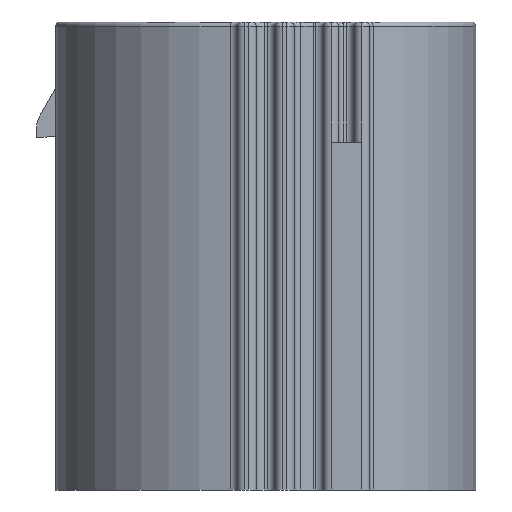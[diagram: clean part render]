
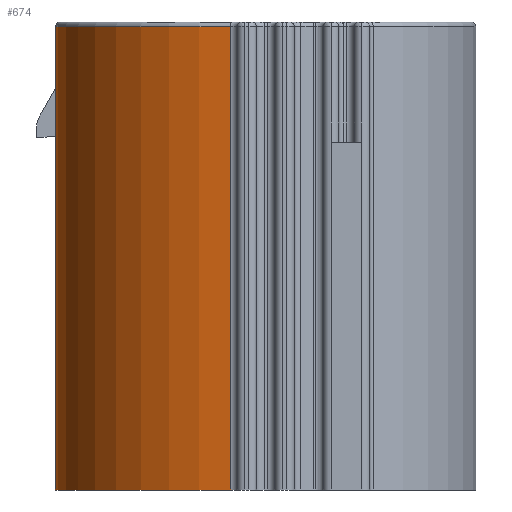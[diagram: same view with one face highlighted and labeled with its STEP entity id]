
A CAD part, left-side view. The second image highlights one B-rep face of the part: STEP entity #674.
In plain terms, the highlighted cylindrical face has radius 13.65 mm (diameter 27.3 mm), a partial arc.
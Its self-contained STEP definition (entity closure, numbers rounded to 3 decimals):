
#390 = VERTEX_POINT ( 'NONE', #2401 ) ;
#549 = CARTESIAN_POINT ( 'NONE',  ( -2.35, 0., -5.3 ) ) ;
#617 = EDGE_CURVE ( 'NONE', #3786, #390, #1140, .T. ) ;
#674 = ADVANCED_FACE ( 'NONE', ( #1875 ), #1720, .T. ) ;
#903 = VECTOR ( 'NONE', #4070, 1000. ) ;
#996 = CIRCLE ( 'NONE', #2159, 13.65 ) ;
#1076 = DIRECTION ( 'NONE',  ( 1., 0., 0. ) ) ;
#1140 = LINE ( 'NONE', #3562, #6453 ) ;
#1402 = VERTEX_POINT ( 'NONE', #4400 ) ;
#1686 = ORIENTED_EDGE ( 'NONE', *, *, #2102, .T. ) ;
#1720 = CYLINDRICAL_SURFACE ( 'NONE', #5963, 13.65 ) ;
#1771 = EDGE_CURVE ( 'NONE', #1402, #2732, #3854, .T. ) ;
#1834 = ORIENTED_EDGE ( 'NONE', *, *, #3142, .T. ) ;
#1875 = FACE_OUTER_BOUND ( 'NONE', #6548, .T. ) ;
#2102 = EDGE_CURVE ( 'NONE', #2732, #390, #996, .T. ) ;
#2146 = AXIS2_PLACEMENT_3D ( 'NONE', #549, #4197, #1076 ) ;
#2159 = AXIS2_PLACEMENT_3D ( 'NONE', #5821, #2731, #6323 ) ;
#2190 = CIRCLE ( 'NONE', #2146, 13.65 ) ;
#2401 = CARTESIAN_POINT ( 'NONE',  ( -2.35, 13.65, 24.8 ) ) ;
#2490 = CARTESIAN_POINT ( 'NONE',  ( -2.35, 13.65, -5.3 ) ) ;
#2552 = DIRECTION ( 'NONE',  ( 1., 0., 0. ) ) ;
#2595 = DIRECTION ( 'NONE',  ( 0., 0., 1. ) ) ;
#2731 = DIRECTION ( 'NONE',  ( 0., 0., -1. ) ) ;
#2732 = VERTEX_POINT ( 'NONE', #3790 ) ;
#3142 = EDGE_CURVE ( 'NONE', #3786, #1402, #2190, .T. ) ;
#3562 = CARTESIAN_POINT ( 'NONE',  ( -2.35, 13.65, -5.3 ) ) ;
#3786 = VERTEX_POINT ( 'NONE', #2490 ) ;
#3790 = CARTESIAN_POINT ( 'NONE',  ( -15.81, 2.267, 24.8 ) ) ;
#3804 = ORIENTED_EDGE ( 'NONE', *, *, #1771, .T. ) ;
#3854 = LINE ( 'NONE', #6120, #903 ) ;
#4070 = DIRECTION ( 'NONE',  ( 0., 0., 1. ) ) ;
#4197 = DIRECTION ( 'NONE',  ( 0., 0., 1. ) ) ;
#4400 = CARTESIAN_POINT ( 'NONE',  ( -15.81, 2.267, -5.3 ) ) ;
#5227 = ORIENTED_EDGE ( 'NONE', *, *, #617, .F. ) ;
#5821 = CARTESIAN_POINT ( 'NONE',  ( -2.35, 0., 24.8 ) ) ;
#5963 = AXIS2_PLACEMENT_3D ( 'NONE', #6176, #2595, #2552 ) ;
#6120 = CARTESIAN_POINT ( 'NONE',  ( -15.81, 2.267, -5.3 ) ) ;
#6176 = CARTESIAN_POINT ( 'NONE',  ( -2.35, 0., -5.3 ) ) ;
#6323 = DIRECTION ( 'NONE',  ( 1., 0., 0. ) ) ;
#6453 = VECTOR ( 'NONE', #6621, 1000. ) ;
#6548 = EDGE_LOOP ( 'NONE', ( #3804, #1686, #5227, #1834 ) ) ;
#6621 = DIRECTION ( 'NONE',  ( 0., 0., 1. ) ) ;
